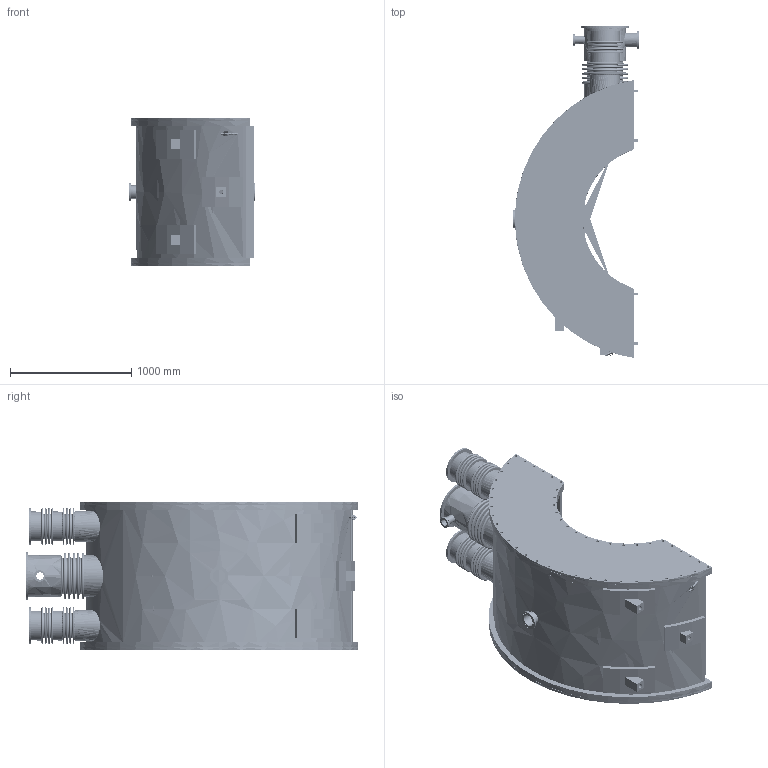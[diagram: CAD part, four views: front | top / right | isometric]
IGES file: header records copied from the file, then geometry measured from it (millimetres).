
Global section: file name: No Iges File Name specified; native system: AutoDesk Inventor R6.1; preprocessor: AutoDesk Inventor Iges Exporter R6.1; author: No Author specified; organization: No Organization specified; date: 20050111.190845; units: millimetre
Bounding box: 1038.66 x 2731.58 x 1220 mm (x, y, z)
Surface area: 56652904.1 mm2 (no closed solid volume)
Topology: 0 solids, 48 shells, 18945 faces, 100133 edges, 92443 vertices
Faces by surface type: bspline 7869, plane 7306, revolution 3770
